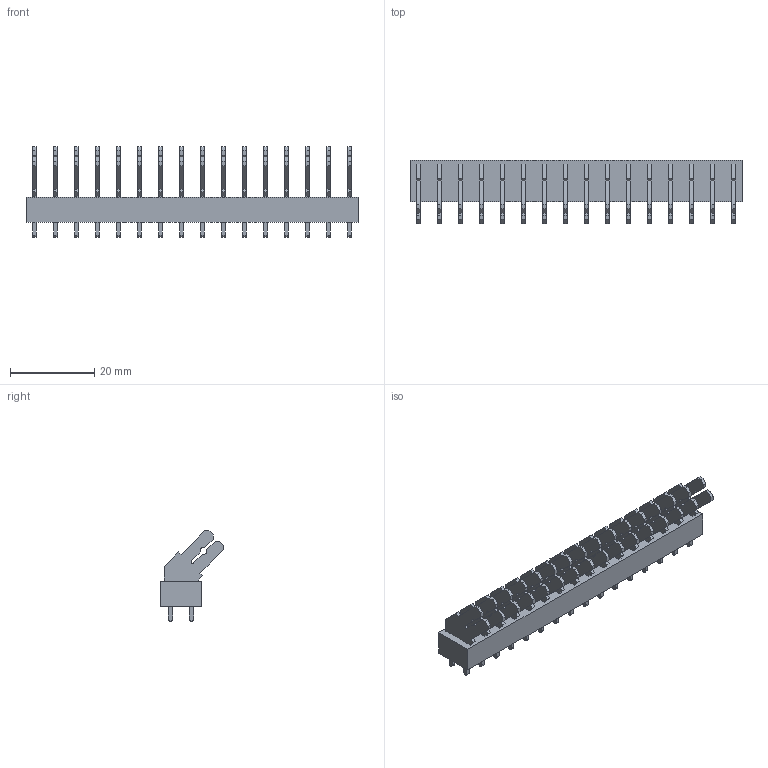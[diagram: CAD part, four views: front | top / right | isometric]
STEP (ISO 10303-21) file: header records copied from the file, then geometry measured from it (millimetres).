
FILE_DESCRIPTION(('CATIA V5 STEP Exchange','CAx-IF Rec.Pracs.--- Model Styling and Organization---1.2---2011-12-15'),'2;1');
FILE_NAME ('D1464971_0_9511930000_9511930000.stp','2018-08-31T15:41:14+00:00',('none'),('Weidmueller'),'CATIA Version 5-6 Release 2014','CATIA V5 STEP AP214','none');
FILE_SCHEMA(('AUTOMOTIVE_DESIGN { 1 0 10303 214 1 1 1 1 }'));
Length unit declared in the file: millimetre
Products named in the file (1): 9511930000
Bounding box: 79 x 15.01 x 21.5 mm (x, y, z)
Volume: 5856.3 mm3; surface area: 7897.7 mm2
Topology: 17 solids, 17 shells, 646 faces, 1836 edges, 1224 vertices
Faces by surface type: plane 566, cylinder 80
Entity records: 17961 total; most frequent: ORIENTED_EDGE 3672, CARTESIAN_POINT 3163, DIRECTION 2040, EDGE_CURVE 1836, VECTOR 1676, LINE 1676, VERTEX_POINT 1224, EDGE_LOOP 710
